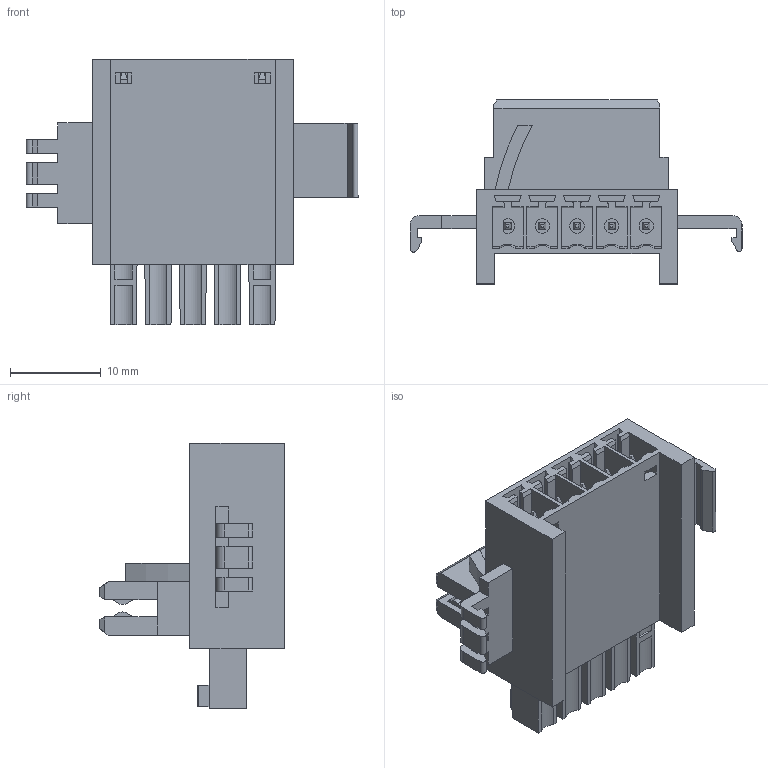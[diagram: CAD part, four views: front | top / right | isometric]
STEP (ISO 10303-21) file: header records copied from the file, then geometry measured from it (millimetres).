
FILE_DESCRIPTION((''),'2;1');
FILE_NAME('67712215_CNT-BV 22_1-5.stp','2012-02-02T14:17:21',('hransiek'),(''),'Autodesk Inventor 2012','Autodesk Inventor 2012','');
FILE_SCHEMA(('AUTOMOTIVE_DESIGN { 1 0 10303 214 1 1 1 1 }'));
Length unit declared in the file: centimetre
Products named in the file (1): 1010308_3Dsym
Bounding box: 36.5 x 20.25 x 29.2 mm (x, y, z)
Volume: 4705.5 mm3; surface area: 4441.1 mm2
Topology: 1 solids, 1 shells, 391 faces, 1017 edges, 664 vertices
Faces by surface type: plane 322, cylinder 64, cone 5
Full cylindrical faces by diameter (mm): 1.6 x8
Entity records: 12204 total; most frequent: CARTESIAN_POINT 2065, ORIENTED_EDGE 2018, DIRECTION 1936, EDGE_CURVE 1009, VECTOR 866, LINE 866, VERTEX_POINT 664, AXIS2_PLACEMENT_3D 535
